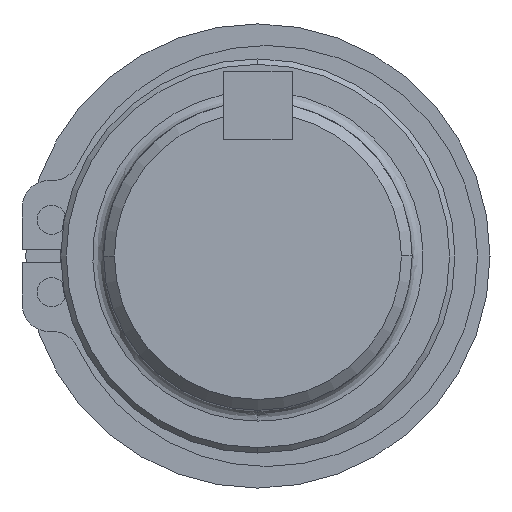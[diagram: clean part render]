
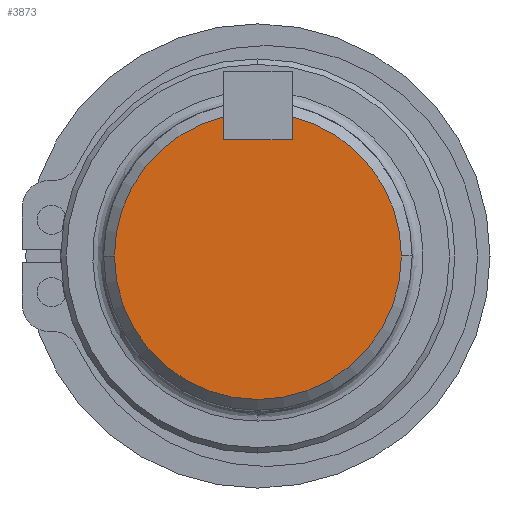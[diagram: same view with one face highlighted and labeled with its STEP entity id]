
A CAD part, left-side view. The second image highlights one B-rep face of the part: STEP entity #3873.
In plain terms, the highlighted planar face has unit normal (-1, 0, 0).
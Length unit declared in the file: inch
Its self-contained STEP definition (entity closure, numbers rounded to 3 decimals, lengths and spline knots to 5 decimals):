
#7 = CIRCLE ( 'NONE', #588, 0.52323 ) ;
#231 = LINE ( 'NONE', #3888, #328 ) ;
#258 = LINE ( 'NONE', #3603, #3653 ) ;
#278 = ORIENTED_EDGE ( 'NONE', *, *, #815, .F. ) ;
#328 = VECTOR ( 'NONE', #3656, 39.37008 ) ;
#438 = EDGE_CURVE ( 'NONE', #2311, #892, #3696, .T. ) ;
#448 = ORIENTED_EDGE ( 'NONE', *, *, #2436, .F. ) ;
#527 = AXIS2_PLACEMENT_3D ( 'NONE', #3594, #2949, #3890 ) ;
#588 = AXIS2_PLACEMENT_3D ( 'NONE', #3357, #1806, #3380 ) ;
#665 = CIRCLE ( 'NONE', #2665, 0.52323 ) ;
#736 = CARTESIAN_POINT ( 'NONE',  ( -5.86417, 0., 0. ) ) ;
#815 = EDGE_CURVE ( 'NONE', #3742, #2311, #665, .T. ) ;
#892 = VERTEX_POINT ( 'NONE', #2974 ) ;
#951 = DIRECTION ( 'NONE',  ( 0., 0., 1. ) ) ;
#1141 = LINE ( 'NONE', #2374, #1194 ) ;
#1194 = VECTOR ( 'NONE', #1916, 39.37008 ) ;
#1352 = DIRECTION ( 'NONE',  ( 1., 0., 0. ) ) ;
#1481 = CARTESIAN_POINT ( 'NONE',  ( -5.86417, -0.125, 0.50808 ) ) ;
#1522 = DIRECTION ( 'NONE',  ( -1., 0., 0. ) ) ;
#1540 = PLANE ( 'NONE',  #3384 ) ;
#1584 = CARTESIAN_POINT ( 'NONE',  ( -5.86417, -0.125, 0.42323 ) ) ;
#1589 = ORIENTED_EDGE ( 'NONE', *, *, #438, .F. ) ;
#1806 = DIRECTION ( 'NONE',  ( 1., 0., 0. ) ) ;
#1860 = FACE_OUTER_BOUND ( 'NONE', #3169, .T. ) ;
#1916 = DIRECTION ( 'NONE',  ( 0., 0., -1. ) ) ;
#2311 = VERTEX_POINT ( 'NONE', #3339 ) ;
#2374 = CARTESIAN_POINT ( 'NONE',  ( -5.86417, -0.125, 0.42323 ) ) ;
#2436 = EDGE_CURVE ( 'NONE', #2875, #3742, #7, .T. ) ;
#2610 = EDGE_CURVE ( 'NONE', #892, #3460, #231, .T. ) ;
#2665 = AXIS2_PLACEMENT_3D ( 'NONE', #736, #1352, #3772 ) ;
#2760 = CARTESIAN_POINT ( 'NONE',  ( -5.86417, 0.125, 0.42323 ) ) ;
#2789 = ORIENTED_EDGE ( 'NONE', *, *, #3410, .F. ) ;
#2875 = VERTEX_POINT ( 'NONE', #1481 ) ;
#2880 = ORIENTED_EDGE ( 'NONE', *, *, #2610, .F. ) ;
#2884 = ORIENTED_EDGE ( 'NONE', *, *, #2990, .T. ) ;
#2949 = DIRECTION ( 'NONE',  ( 1., 0., 0. ) ) ;
#2974 = CARTESIAN_POINT ( 'NONE',  ( -5.86417, 0.125, 0.50808 ) ) ;
#2990 = EDGE_CURVE ( 'NONE', #2875, #3846, #1141, .T. ) ;
#3092 = CARTESIAN_POINT ( 'NONE',  ( -5.86417, 0., 0. ) ) ;
#3169 = EDGE_LOOP ( 'NONE', ( #448, #2884, #2789, #2880, #1589, #278 ) ) ;
#3339 = CARTESIAN_POINT ( 'NONE',  ( -5.86417, 0.52323, 0. ) ) ;
#3357 = CARTESIAN_POINT ( 'NONE',  ( -5.86417, 0., 0. ) ) ;
#3380 = DIRECTION ( 'NONE',  ( 0., 1., 0. ) ) ;
#3384 = AXIS2_PLACEMENT_3D ( 'NONE', #3092, #1522, #951 ) ;
#3410 = EDGE_CURVE ( 'NONE', #3460, #3846, #258, .T. ) ;
#3460 = VERTEX_POINT ( 'NONE', #2760 ) ;
#3594 = CARTESIAN_POINT ( 'NONE',  ( -5.86417, 0., 0. ) ) ;
#3603 = CARTESIAN_POINT ( 'NONE',  ( -5.86417, 0., 0.42323 ) ) ;
#3653 = VECTOR ( 'NONE', #3938, 39.37008 ) ;
#3656 = DIRECTION ( 'NONE',  ( 0., 0., -1. ) ) ;
#3696 = CIRCLE ( 'NONE', #527, 0.52323 ) ;
#3742 = VERTEX_POINT ( 'NONE', #3949 ) ;
#3772 = DIRECTION ( 'NONE',  ( 0., 1., 0. ) ) ;
#3846 = VERTEX_POINT ( 'NONE', #1584 ) ;
#3873 = ADVANCED_FACE ( 'NONE', ( #1860 ), #1540, .T. ) ;
#3888 = CARTESIAN_POINT ( 'NONE',  ( -5.86417, 0.125, 0.42323 ) ) ;
#3890 = DIRECTION ( 'NONE',  ( 0., 1., 0. ) ) ;
#3938 = DIRECTION ( 'NONE',  ( 0., -1., 0. ) ) ;
#3949 = CARTESIAN_POINT ( 'NONE',  ( -5.86417, -0.52323, 0. ) ) ;
